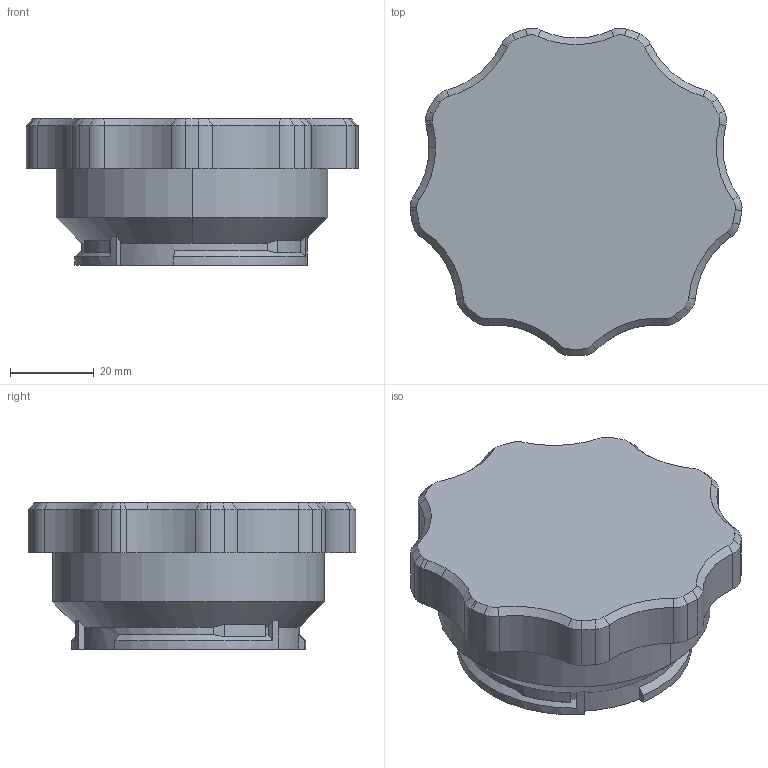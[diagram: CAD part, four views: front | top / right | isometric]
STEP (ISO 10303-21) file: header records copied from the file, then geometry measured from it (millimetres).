
FILE_DESCRIPTION (( 'STEP AP203' ), '1' );
FILE_NAME ('Blank_Cap.STEP', '2020-11-29T12:38:47', ( '' ), ( '' ), '', '', '' );
FILE_SCHEMA (( 'CONFIG_CONTROL_DESIGN' ));
Length unit declared in the file: millimetre
Products named in the file (1): Blank_Cap
Bounding box: 79.38 x 78.35 x 35 mm (x, y, z)
Volume: 40703.5 mm3; surface area: 25059.1 mm2
Topology: 1 solids, 1 shells, 221 faces, 567 edges, 350 vertices
Faces by surface type: cylinder 98, cone 47, torus 45, plane 31
Entity records: 7279 total; most frequent: CARTESIAN_POINT 1623, DIRECTION 1316, ORIENTED_EDGE 1134, EDGE_CURVE 567, AXIS2_PLACEMENT_3D 563, VERTEX_POINT 350, CIRCLE 341, EDGE_LOOP 223
